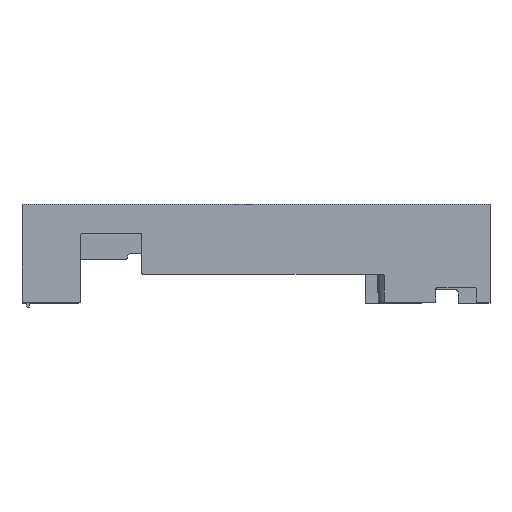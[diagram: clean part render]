
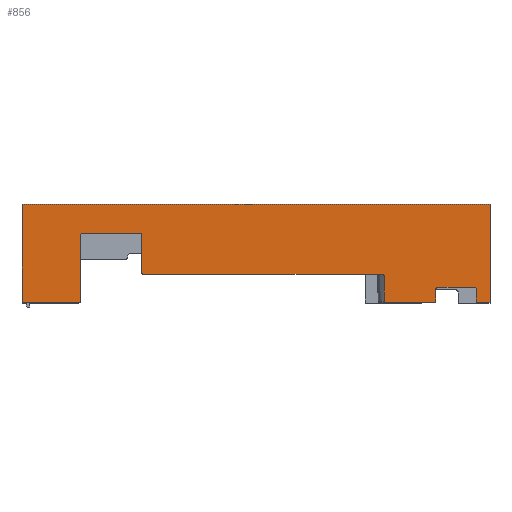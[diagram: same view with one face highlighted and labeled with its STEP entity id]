
A CAD part, top view. The second image highlights one B-rep face of the part: STEP entity #856.
In plain terms, the highlighted planar face has unit normal (0, 0, 1).
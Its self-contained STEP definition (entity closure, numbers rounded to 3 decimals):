
#240=CIRCLE('',#6446,0.5);
#241=CIRCLE('',#6449,0.5);
#242=CIRCLE('',#6451,0.5);
#243=CIRCLE('',#6452,0.5);
#244=CIRCLE('',#6453,0.5);
#245=CIRCLE('',#6454,0.5);
#533=FACE_OUTER_BOUND('',#1403,.T.);
#856=ADVANCED_FACE('',(#533),#1114,.T.);
#1114=PLANE('',#6455);
#1403=EDGE_LOOP('',(#3650,#3651,#3652,#3653,#3654,#3655,#3656,#3657,#3658,
#3659,#3660,#3661,#3662,#3663,#3664,#3665,#3666,#3667,#3668,#3669));
#1611=LINE('',#8419,#2208);
#1899=LINE('',#11095,#2496);
#1911=LINE('',#11118,#2508);
#1930=LINE('',#11153,#2527);
#1951=LINE('',#11194,#2548);
#1954=LINE('',#11202,#2551);
#1957=LINE('',#11210,#2554);
#1958=LINE('',#11214,#2555);
#1959=LINE('',#11218,#2556);
#1960=LINE('',#11219,#2557);
#1961=LINE('',#11220,#2558);
#1962=LINE('',#11221,#2559);
#1963=LINE('',#11225,#2560);
#1964=LINE('',#11229,#2561);
#2208=VECTOR('',#6730,1.);
#2496=VECTOR('',#7530,1.);
#2508=VECTOR('',#7546,1.);
#2527=VECTOR('',#7571,1.);
#2548=VECTOR('',#7602,1.);
#2551=VECTOR('',#7611,1.);
#2554=VECTOR('',#7620,1.);
#2555=VECTOR('',#7623,1.);
#2556=VECTOR('',#7626,1.);
#2557=VECTOR('',#7627,1.);
#2558=VECTOR('',#7628,1.);
#2559=VECTOR('',#7629,1.);
#2560=VECTOR('',#7632,1.);
#2561=VECTOR('',#7635,1.);
#3650=ORIENTED_EDGE('',*,*,#5687,.T.);
#3651=ORIENTED_EDGE('',*,*,#5749,.F.);
#3652=ORIENTED_EDGE('',*,*,#5750,.T.);
#3653=ORIENTED_EDGE('',*,*,#5751,.F.);
#3654=ORIENTED_EDGE('',*,*,#5752,.T.);
#3655=ORIENTED_EDGE('',*,*,#5753,.F.);
#3656=ORIENTED_EDGE('',*,*,#5699,.T.);
#3657=ORIENTED_EDGE('',*,*,#5754,.T.);
#3658=ORIENTED_EDGE('',*,*,#5200,.F.);
#3659=ORIENTED_EDGE('',*,*,#5755,.F.);
#3660=ORIENTED_EDGE('',*,*,#5719,.T.);
#3661=ORIENTED_EDGE('',*,*,#5756,.F.);
#3662=ORIENTED_EDGE('',*,*,#5757,.T.);
#3663=ORIENTED_EDGE('',*,*,#5758,.F.);
#3664=ORIENTED_EDGE('',*,*,#5759,.T.);
#3665=ORIENTED_EDGE('',*,*,#5760,.F.);
#3666=ORIENTED_EDGE('',*,*,#5748,.T.);
#3667=ORIENTED_EDGE('',*,*,#5745,.T.);
#3668=ORIENTED_EDGE('',*,*,#5743,.T.);
#3669=ORIENTED_EDGE('',*,*,#5741,.F.);
#4615=VERTEX_POINT('',#8418);
#4616=VERTEX_POINT('',#8420);
#4988=VERTEX_POINT('',#11094);
#4989=VERTEX_POINT('',#11096);
#4997=VERTEX_POINT('',#11117);
#4998=VERTEX_POINT('',#11119);
#5010=VERTEX_POINT('',#11152);
#5011=VERTEX_POINT('',#11154);
#5026=VERTEX_POINT('',#11195);
#5027=VERTEX_POINT('',#11199);
#5028=VERTEX_POINT('',#11203);
#5029=VERTEX_POINT('',#11207);
#5030=VERTEX_POINT('',#11211);
#5031=VERTEX_POINT('',#11213);
#5032=VERTEX_POINT('',#11215);
#5033=VERTEX_POINT('',#11217);
#5034=VERTEX_POINT('',#11222);
#5035=VERTEX_POINT('',#11224);
#5036=VERTEX_POINT('',#11226);
#5037=VERTEX_POINT('',#11228);
#5200=EDGE_CURVE('',#4615,#4616,#1611,.T.);
#5687=EDGE_CURVE('',#4989,#4988,#1899,.T.);
#5699=EDGE_CURVE('',#4998,#4997,#1911,.T.);
#5719=EDGE_CURVE('',#5011,#5010,#1930,.T.);
#5741=EDGE_CURVE('',#4989,#5026,#1951,.T.);
#5743=EDGE_CURVE('',#5027,#5026,#240,.T.);
#5745=EDGE_CURVE('',#5028,#5027,#1954,.T.);
#5748=EDGE_CURVE('',#5029,#5028,#241,.T.);
#5749=EDGE_CURVE('',#5030,#4988,#1957,.T.);
#5750=EDGE_CURVE('',#5030,#5031,#242,.T.);
#5751=EDGE_CURVE('',#5032,#5031,#1958,.T.);
#5752=EDGE_CURVE('',#5032,#5033,#243,.T.);
#5753=EDGE_CURVE('',#4998,#5033,#1959,.T.);
#5754=EDGE_CURVE('',#4997,#4616,#1960,.T.);
#5755=EDGE_CURVE('',#5011,#4615,#1961,.T.);
#5756=EDGE_CURVE('',#5034,#5010,#1962,.T.);
#5757=EDGE_CURVE('',#5034,#5035,#244,.T.);
#5758=EDGE_CURVE('',#5036,#5035,#1963,.T.);
#5759=EDGE_CURVE('',#5036,#5037,#245,.T.);
#5760=EDGE_CURVE('',#5029,#5037,#1964,.T.);
#6446=AXIS2_PLACEMENT_3D('',#11198,#7606,#7607);
#6449=AXIS2_PLACEMENT_3D('',#11208,#7616,#7617);
#6451=AXIS2_PLACEMENT_3D('',#11212,#7621,#7622);
#6452=AXIS2_PLACEMENT_3D('',#11216,#7624,#7625);
#6453=AXIS2_PLACEMENT_3D('',#11223,#7630,#7631);
#6454=AXIS2_PLACEMENT_3D('',#11227,#7633,#7634);
#6455=AXIS2_PLACEMENT_3D('',#11230,#7636,#7637);
#6730=DIRECTION('',(1.,0.,0.));
#7530=DIRECTION('',(1.,0.,0.));
#7546=DIRECTION('',(1.,0.,0.));
#7571=DIRECTION('',(1.,0.,0.));
#7602=DIRECTION('',(0.,1.,0.));
#7606=DIRECTION('',(0.,0.,-1.));
#7607=DIRECTION('',(0.,1.,0.));
#7611=DIRECTION('',(1.,0.,0.));
#7616=DIRECTION('',(0.,0.,1.));
#7617=DIRECTION('',(-1.,0.,0.));
#7620=DIRECTION('',(0.,-1.,0.));
#7621=DIRECTION('',(0.,0.,-1.));
#7622=DIRECTION('',(-1.,0.,0.));
#7623=DIRECTION('',(-1.,0.,0.));
#7624=DIRECTION('',(0.,0.,-1.));
#7625=DIRECTION('',(0.,1.,0.));
#7626=DIRECTION('',(0.,1.,0.));
#7627=DIRECTION('',(0.,1.,0.));
#7628=DIRECTION('',(0.,1.,0.));
#7629=DIRECTION('',(0.,-1.,0.));
#7630=DIRECTION('',(0.,0.,-1.));
#7631=DIRECTION('',(-1.,0.,0.));
#7632=DIRECTION('',(-1.,0.,0.));
#7633=DIRECTION('',(0.,0.,-1.));
#7634=DIRECTION('',(0.,1.,0.));
#7635=DIRECTION('',(0.,1.,0.));
#7636=DIRECTION('',(0.,0.,1.));
#7637=DIRECTION('',(-1.,0.,0.));
#8418=CARTESIAN_POINT('',(-55.,27.77,55.));
#8419=CARTESIAN_POINT('',(-55.,27.77,55.));
#8420=CARTESIAN_POINT('',(55.,27.77,55.));
#11094=CARTESIAN_POINT('',(42.256,4.77,55.));
#11095=CARTESIAN_POINT('',(30.15,4.77,55.));
#11096=CARTESIAN_POINT('',(30.15,4.77,55.));
#11117=CARTESIAN_POINT('',(55.,4.77,55.));
#11118=CARTESIAN_POINT('',(51.796,4.77,55.));
#11119=CARTESIAN_POINT('',(51.796,4.77,55.));
#11152=CARTESIAN_POINT('',(-41.235,4.77,55.));
#11153=CARTESIAN_POINT('',(-55.,4.77,55.));
#11154=CARTESIAN_POINT('',(-55.,4.77,55.));
#11194=CARTESIAN_POINT('',(30.15,4.77,55.));
#11195=CARTESIAN_POINT('',(30.15,10.82,55.));
#11198=CARTESIAN_POINT('',(29.65,10.82,55.));
#11199=CARTESIAN_POINT('',(29.65,11.32,55.));
#11202=CARTESIAN_POINT('',(-26.385,11.32,55.));
#11203=CARTESIAN_POINT('',(-26.385,11.32,55.));
#11207=CARTESIAN_POINT('',(-26.885,11.82,55.));
#11208=CARTESIAN_POINT('',(-26.385,11.82,55.));
#11210=CARTESIAN_POINT('',(42.256,7.82,55.));
#11211=CARTESIAN_POINT('',(42.256,7.82,55.));
#11212=CARTESIAN_POINT('',(42.756,7.82,55.));
#11213=CARTESIAN_POINT('',(42.756,8.32,55.));
#11214=CARTESIAN_POINT('',(51.296,8.32,55.));
#11215=CARTESIAN_POINT('',(51.296,8.32,55.));
#11216=CARTESIAN_POINT('',(51.296,7.82,55.));
#11217=CARTESIAN_POINT('',(51.796,7.82,55.));
#11218=CARTESIAN_POINT('',(51.796,4.77,55.));
#11219=CARTESIAN_POINT('',(55.,4.77,55.));
#11220=CARTESIAN_POINT('',(-55.,4.77,55.));
#11221=CARTESIAN_POINT('',(-41.235,20.54,55.));
#11222=CARTESIAN_POINT('',(-41.235,20.54,55.));
#11223=CARTESIAN_POINT('',(-40.735,20.54,55.));
#11224=CARTESIAN_POINT('',(-40.735,21.04,55.));
#11225=CARTESIAN_POINT('',(-27.385,21.04,55.));
#11226=CARTESIAN_POINT('',(-27.385,21.04,55.));
#11227=CARTESIAN_POINT('',(-27.385,20.54,55.));
#11228=CARTESIAN_POINT('',(-26.885,20.54,55.));
#11229=CARTESIAN_POINT('',(-26.885,11.82,55.));
#11230=CARTESIAN_POINT('',(-55.,0.,55.));
